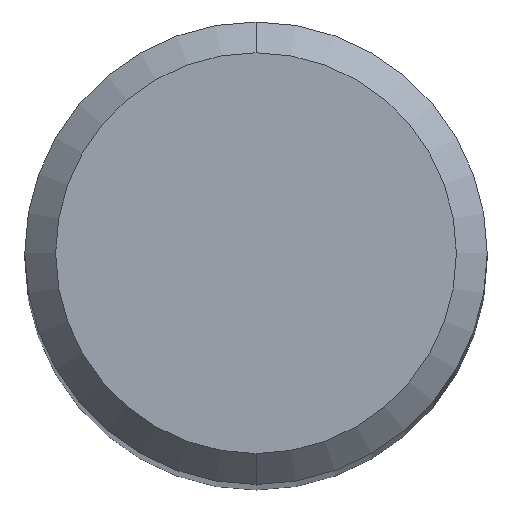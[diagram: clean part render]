
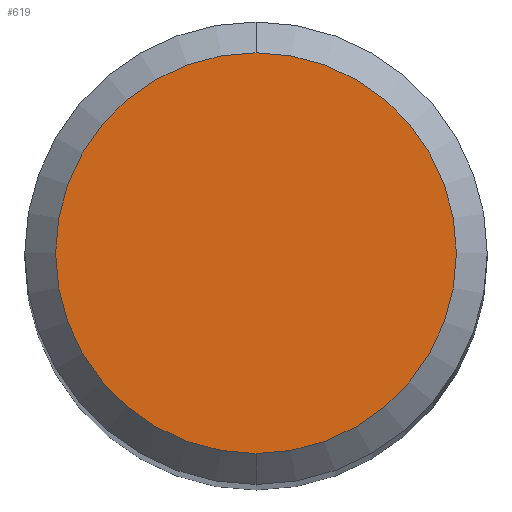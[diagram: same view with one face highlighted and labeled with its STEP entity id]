
A CAD part, top view. The second image highlights one B-rep face of the part: STEP entity #619.
In plain terms, the highlighted planar face has unit normal (0, 0, 1).
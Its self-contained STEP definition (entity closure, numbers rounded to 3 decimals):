
#399=VERTEX_POINT('',#997);
#413=EDGE_CURVE('',#797,#399,#1012,.T.);
#543=EDGE_CURVE('',#399,#797,#1152,.T.);
#619=ADVANCED_FACE('',(#1234),#1235,.T.);
#797=VERTEX_POINT('',#1427);
#997=CARTESIAN_POINT('',(0.,-2.6,0.0));
#1012=CIRCLE('',#1835,2.6);
#1152=CIRCLE('',#2689,2.6);
#1234=FACE_OUTER_BOUND('',#2926,.T.);
#1235=PLANE('',#2927);
#1427=CARTESIAN_POINT('',(0.0,2.6,0.0));
#1835=AXIS2_PLACEMENT_3D('',#5052,#5053,#5054);
#2689=AXIS2_PLACEMENT_3D('',#5185,#5186,#5187);
#2926=EDGE_LOOP('',(#5289,#5290));
#2927=AXIS2_PLACEMENT_3D('',#5291,#5292,#5293);
#5052=CARTESIAN_POINT('',(0.0,0.0,0.0));
#5053=DIRECTION('',(0.0,0.0,-1.0));
#5054=DIRECTION('',(0.0,1.0,0.0));
#5185=CARTESIAN_POINT('',(0.0,0.0,0.0));
#5186=DIRECTION('',(0.0,0.0,-1.0));
#5187=DIRECTION('',(0.0,1.0,0.0));
#5289=ORIENTED_EDGE('',*,*,#413,.F.);
#5290=ORIENTED_EDGE('',*,*,#543,.F.);
#5291=CARTESIAN_POINT('',(0.0,1.3,0.0));
#5292=DIRECTION('',(-0.0,0.0,1.0));
#5293=DIRECTION('',(0.0,-1.0,0.0));
